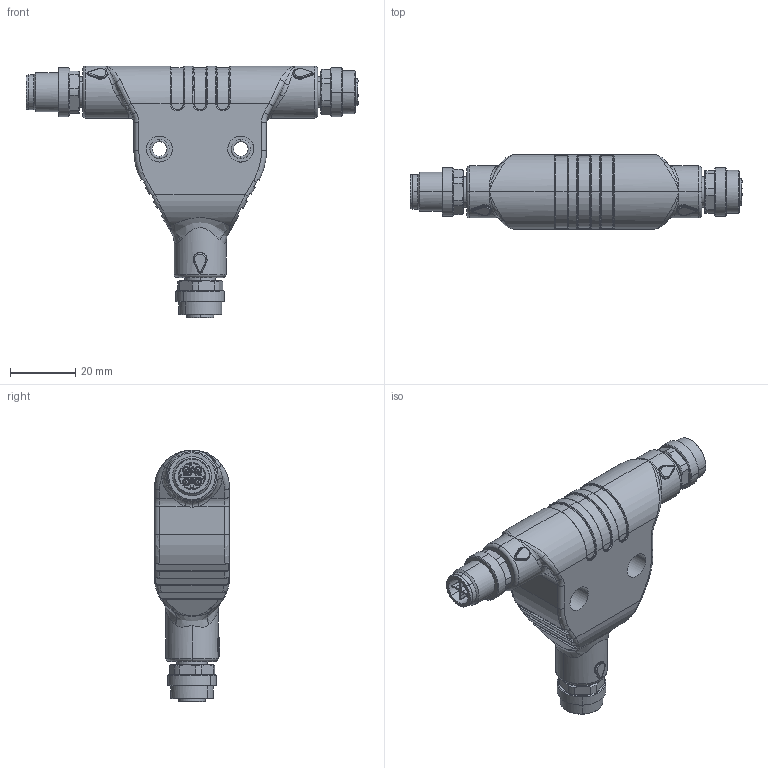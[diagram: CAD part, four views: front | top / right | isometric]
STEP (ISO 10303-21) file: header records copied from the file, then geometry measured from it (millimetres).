
FILE_DESCRIPTION(('CATIA V5 STEP Exchange','CAx-IF Rec.Pracs.--- Model Styling and Organization---1.4--- 2014-01-23'),'2;1');
FILE_NAME ('122780-1_1_2616430000_2616430000.stp','2020-01-07T13:05:48+00:00',('none'),('Weidmueller'),'CATIA Version 5-6 Release 2016 SP3 HF44','CATIA V5 STEP AP214','none');
FILE_SCHEMA(('AUTOMOTIVE_DESIGN { 1 0 10303 214 1 1 1 1 }'));
Length unit declared in the file: millimetre
Products named in the file (1): 2616430000
Bounding box: 102.1 x 23 x 77.4 mm (x, y, z)
Volume: 51171.8 mm3; surface area: 16512.9 mm2
Topology: 11 solids, 11 shells, 819 faces, 2130 edges, 1355 vertices
Faces by surface type: plane 244, cylinder 235, torus 119, cone 79, extrusion 66, bspline 60, sphere 16
Entity records: 27721 total; most frequent: CARTESIAN_POINT 9511, ORIENTED_EDGE 4212, DIRECTION 2887, EDGE_CURVE 2106, VERTEX_POINT 1355, AXIS2_PLACEMENT_3D 1352, EDGE_LOOP 879, VECTOR 860
